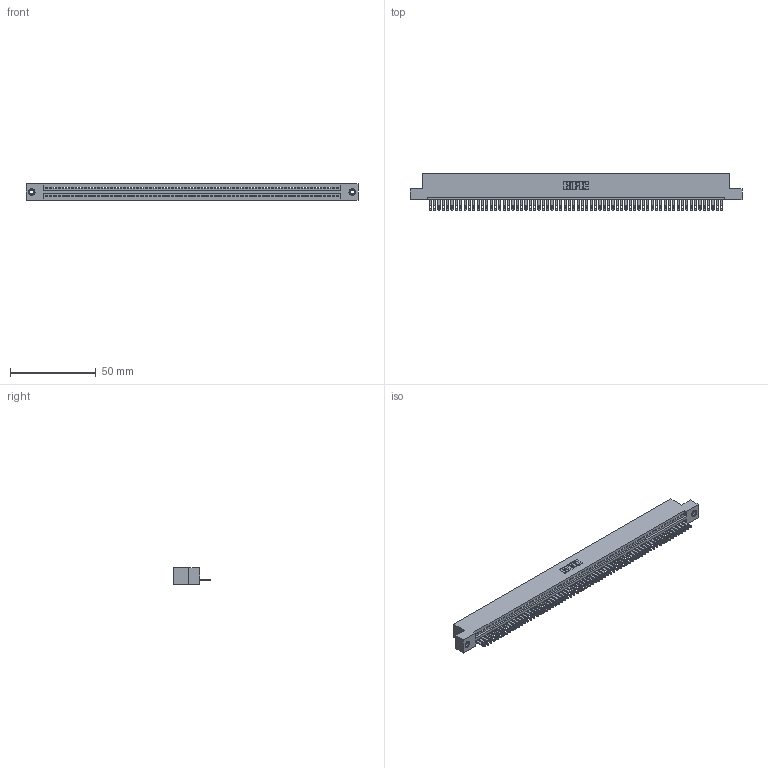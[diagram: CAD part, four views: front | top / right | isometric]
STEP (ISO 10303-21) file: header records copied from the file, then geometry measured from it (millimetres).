
FILE_DESCRIPTION (( 'STEP AP203' ), '1' );
FILE_NAME ('345-068-500-108.STEP', '2019-10-12T03:51:10', ( '' ), ( '' ), 'SwSTEP 2.0', 'SolidWorks 2016', '' );
FILE_SCHEMA (( 'CONFIG_CONTROL_DESIGN' ));
Length unit declared in the file: inch
Products named in the file (4): 345 Part_Flush Mounting Lugs - 0.156 Dia-TI; 345-068-500-108; 345-250-001_345-250-003-102; 345-292-001_345-293-100
Assembly tree (71 placements, depth 2):
  345-068-500-108
    345 Part_Flush Mounting Lugs - 0.156 Dia-TI
    345-292-001_345-293-100  x68
    345-250-001_345-250-003-102  x2
Bounding box: 193.93 x 21.51 x 9.4 mm (x, y, z)
Volume: 18668.1 mm3; surface area: 25333.5 mm2
Topology: 71 solids, 71 shells, 3858 faces, 11901 edges, 7926 vertices
Faces by surface type: plane 2424, cylinder 1418, cone 12, torus 4
Entity records: 48794 total; most frequent: CARTESIAN_POINT 8431, ORIENTED_EDGE 8426, DIRECTION 7355, EDGE_CURVE 4213, VECTOR 3785, LINE 3785, VERTEX_POINT 2804, AXIS2_PLACEMENT_3D 1785
